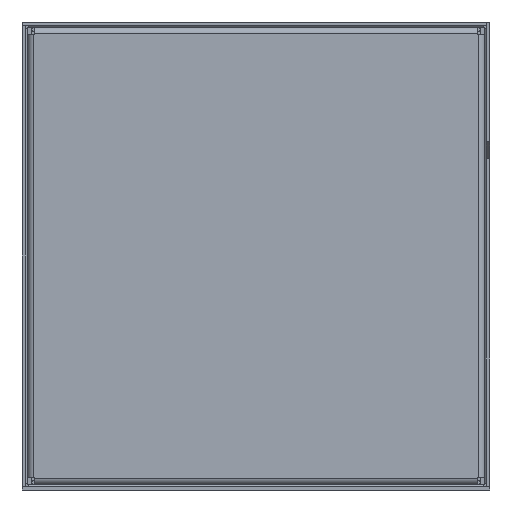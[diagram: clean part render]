
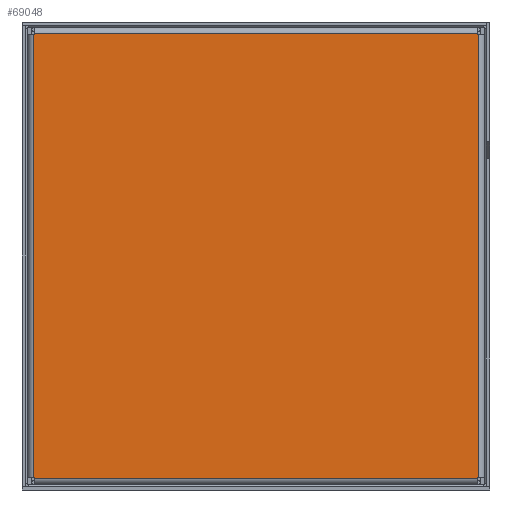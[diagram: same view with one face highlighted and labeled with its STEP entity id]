
A CAD part, front view. The second image highlights one B-rep face of the part: STEP entity #69048.
In plain terms, the highlighted face is planar.
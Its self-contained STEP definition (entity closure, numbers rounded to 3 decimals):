
#68029=DIRECTION('',(-1.,0.,0.));
#68030=VECTOR('',#68029,0.23);
#68031=CARTESIAN_POINT('',(59.4,-59.17,1.));
#68032=LINE('',#68031,#68030);
#68037=DIRECTION('',(0.,-1.,0.));
#68038=VECTOR('',#68037,0.23);
#68039=CARTESIAN_POINT('',(59.17,-59.17,1.));
#68040=LINE('',#68039,#68038);
#68107=DIRECTION('',(-1.,0.,0.));
#68108=VECTOR('',#68107,118.34);
#68109=CARTESIAN_POINT('',(59.17,-59.4,1.));
#68110=LINE('',#68109,#68108);
#68115=DIRECTION('',(0.,-1.,0.));
#68116=VECTOR('',#68115,0.23);
#68117=CARTESIAN_POINT('',(-59.17,-59.17,1.));
#68118=LINE('',#68117,#68116);
#68119=DIRECTION('',(1.,0.,0.));
#68120=VECTOR('',#68119,0.23);
#68121=CARTESIAN_POINT('',(-59.4,-59.17,1.));
#68122=LINE('',#68121,#68120);
#68123=DIRECTION('',(0.,1.,0.));
#68124=VECTOR('',#68123,0.23);
#68125=CARTESIAN_POINT('',(59.17,59.17,1.));
#68126=LINE('',#68125,#68124);
#68127=DIRECTION('',(-1.,0.,0.));
#68128=VECTOR('',#68127,0.23);
#68129=CARTESIAN_POINT('',(59.4,59.17,1.));
#68130=LINE('',#68129,#68128);
#68135=DIRECTION('',(0.,-1.,0.));
#68136=VECTOR('',#68135,118.34);
#68137=CARTESIAN_POINT('',(59.4,59.17,1.));
#68138=LINE('',#68137,#68136);
#68211=DIRECTION('',(1.,0.,0.));
#68212=VECTOR('',#68211,118.34);
#68213=CARTESIAN_POINT('',(-59.17,59.4,1.));
#68214=LINE('',#68213,#68212);
#68277=DIRECTION('',(0.,1.,0.));
#68278=VECTOR('',#68277,0.23);
#68279=CARTESIAN_POINT('',(-59.17,59.17,1.));
#68280=LINE('',#68279,#68278);
#68285=DIRECTION('',(1.,0.,0.));
#68286=VECTOR('',#68285,0.23);
#68287=CARTESIAN_POINT('',(-59.4,59.17,1.));
#68288=LINE('',#68287,#68286);
#68327=DIRECTION('',(0.,1.,0.));
#68328=VECTOR('',#68327,118.34);
#68329=CARTESIAN_POINT('',(-59.4,-59.17,1.));
#68330=LINE('',#68329,#68328);
#68521=CARTESIAN_POINT('',(59.4,-59.17,1.));
#68523=VERTEX_POINT('',#68521);
#68525=CARTESIAN_POINT('',(59.17,-59.4,1.));
#68526=VERTEX_POINT('',#68525);
#68546=CARTESIAN_POINT('',(-59.17,-59.4,1.));
#68548=VERTEX_POINT('',#68546);
#68561=CARTESIAN_POINT('',(-59.17,59.17,1.));
#68563=VERTEX_POINT('',#68561);
#68569=CARTESIAN_POINT('',(-59.4,-59.17,1.));
#68571=VERTEX_POINT('',#68569);
#68587=CARTESIAN_POINT('',(-59.17,59.4,1.));
#68589=VERTEX_POINT('',#68587);
#68591=CARTESIAN_POINT('',(-59.17,-59.17,1.));
#68593=VERTEX_POINT('',#68591);
#68595=CARTESIAN_POINT('',(-59.4,59.17,1.));
#68596=VERTEX_POINT('',#68595);
#68611=CARTESIAN_POINT('',(59.4,59.17,1.));
#68612=VERTEX_POINT('',#68611);
#68619=CARTESIAN_POINT('',(59.17,59.4,1.));
#68621=VERTEX_POINT('',#68619);
#68639=CARTESIAN_POINT('',(59.17,59.17,1.));
#68640=VERTEX_POINT('',#68639);
#68649=CARTESIAN_POINT('',(59.17,-59.17,1.));
#68650=VERTEX_POINT('',#68649);
#69020=CARTESIAN_POINT('',(0.,61.,1.));
#69021=DIRECTION('',(0.,0.,-1.));
#69022=DIRECTION('',(-1.,0.,0.));
#69023=AXIS2_PLACEMENT_3D('',#69020,#69021,#69022);
#69024=PLANE('',#69023);
#69026=ORIENTED_EDGE('',*,*,#69025,.T.);
#69027=ORIENTED_EDGE('',*,*,#68879,.T.);
#69028=ORIENTED_EDGE('',*,*,#68894,.T.);
#69029=ORIENTED_EDGE('',*,*,#69011,.T.);
#69031=ORIENTED_EDGE('',*,*,#69030,.F.);
#69033=ORIENTED_EDGE('',*,*,#69032,.F.);
#69035=ORIENTED_EDGE('',*,*,#69034,.T.);
#69037=ORIENTED_EDGE('',*,*,#69036,.T.);
#69039=ORIENTED_EDGE('',*,*,#69038,.T.);
#69041=ORIENTED_EDGE('',*,*,#69040,.T.);
#69043=ORIENTED_EDGE('',*,*,#69042,.F.);
#69045=ORIENTED_EDGE('',*,*,#69044,.F.);
#69046=EDGE_LOOP('',(#69026,#69027,#69028,#69029,#69031,#69033,#69035,#69037,
#69039,#69041,#69043,#69045));
#69047=FACE_OUTER_BOUND('',#69046,.F.);
#69048=ADVANCED_FACE('',(#69047),#69024,.F.);
#68879=EDGE_CURVE('',#68523,#68650,#68032,.T.);
#68894=EDGE_CURVE('',#68650,#68526,#68040,.T.);
#69011=EDGE_CURVE('',#68526,#68548,#68110,.T.);
#69025=EDGE_CURVE('',#68612,#68523,#68138,.T.);
#69030=EDGE_CURVE('',#68593,#68548,#68118,.T.);
#69032=EDGE_CURVE('',#68571,#68593,#68122,.T.);
#69034=EDGE_CURVE('',#68571,#68596,#68330,.T.);
#69036=EDGE_CURVE('',#68596,#68563,#68288,.T.);
#69038=EDGE_CURVE('',#68563,#68589,#68280,.T.);
#69040=EDGE_CURVE('',#68589,#68621,#68214,.T.);
#69042=EDGE_CURVE('',#68640,#68621,#68126,.T.);
#69044=EDGE_CURVE('',#68612,#68640,#68130,.T.);
